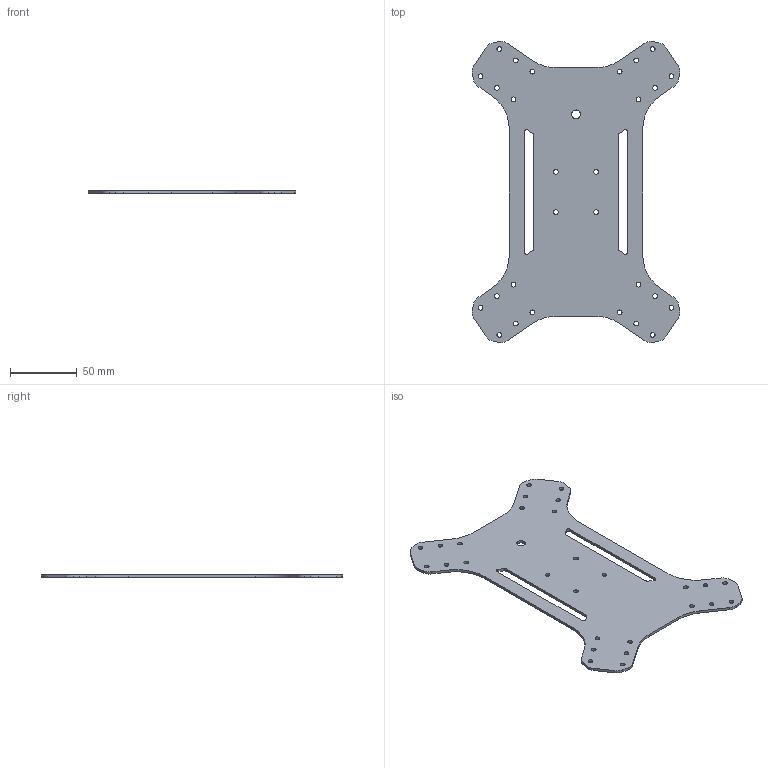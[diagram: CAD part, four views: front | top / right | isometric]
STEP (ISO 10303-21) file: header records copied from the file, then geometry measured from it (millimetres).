
FILE_DESCRIPTION(/* description */ (''),/* implementation_level */ '2;1');
FILE_NAME(/* name */ 'Airframe Bottom.step',/* time_stamp */ '2024-09-09T05:15:48-04:00',/* author */ (''),/* organization */ (''),/* preprocessor_version */ 'ST-DEVELOPER v20',/* originating_system */ 'Autodesk Translation Framework v13.14.0.145',/* authorisation */ '');
FILE_SCHEMA (('AUTOMOTIVE_DESIGN { 1 0 10303 214 3 1 1 }'));
Length unit declared in the file: millimetre
Products named in the file (1): Airframe Bottom
Bounding box: 155.53 x 225.45 x 2 mm (x, y, z)
Volume: 43809.8 mm3; surface area: 46816 mm2
Topology: 1 solids, 1 shells, 95 faces, 279 edges, 186 vertices
Faces by surface type: cylinder 61, plane 34
Full cylindrical faces by diameter (mm): 3.5 x28, 6.5 x1
Entity records: 3379 total; most frequent: DIRECTION 593, CARTESIAN_POINT 561, ORIENTED_EDGE 558, EDGE_CURVE 279, AXIS2_PLACEMENT_3D 218, VERTEX_POINT 186, EDGE_LOOP 157, LINE 157
